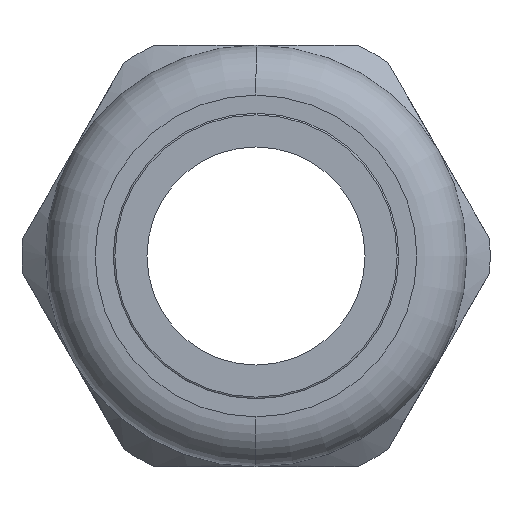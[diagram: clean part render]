
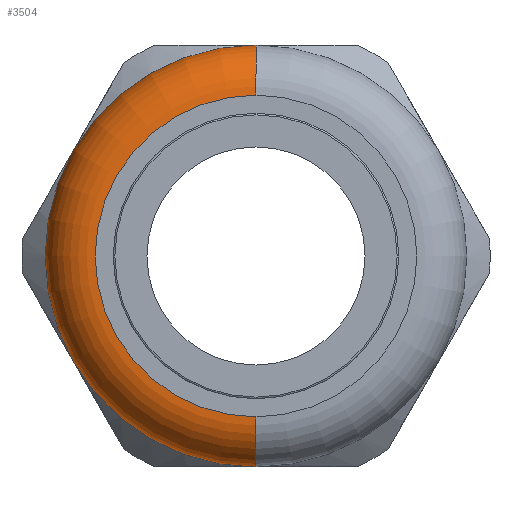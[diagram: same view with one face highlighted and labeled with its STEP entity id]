
A CAD part, left-side view. The second image highlights one B-rep face of the part: STEP entity #3504.
In plain terms, the highlighted toroidal (fillet/blend) face has major radius 22.86 mm and minor radius 7.112 mm.
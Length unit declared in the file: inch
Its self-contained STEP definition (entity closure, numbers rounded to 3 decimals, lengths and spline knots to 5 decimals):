
#102 = VERTEX_POINT ( 'NONE', #4154 ) ;
#103 = EDGE_CURVE ( 'NONE', #102, #3515, #4149, .T. ) ;
#1371 = CARTESIAN_POINT ( 'NONE',  ( -1.96, 0., 1.18 ) ) ;
#1379 = DIRECTION ( 'NONE',  ( 0., 0., 1. ) ) ;
#1380 = DIRECTION ( 'NONE',  ( -1., 0., 0. ) ) ;
#1381 = CARTESIAN_POINT ( 'NONE',  ( -1.96, 0., 0. ) ) ;
#1382 = AXIS2_PLACEMENT_3D ( 'NONE', #1381, #1380, #1379 ) ;
#1383 = TOROIDAL_SURFACE ( 'NONE', #1382, 0.9, 0.28 ) ;
#1384 = FACE_OUTER_BOUND ( 'NONE', #3663, .T. ) ;
#1519 = DIRECTION ( 'NONE',  ( 0., 0., -1. ) ) ;
#1520 = DIRECTION ( 'NONE',  ( 0., -1., 0. ) ) ;
#1521 = CARTESIAN_POINT ( 'NONE',  ( -1.96, 0., 0.9 ) ) ;
#1522 = AXIS2_PLACEMENT_3D ( 'NONE', #1521, #1520, #1519 ) ;
#1523 = CIRCLE ( 'NONE', #1522, 0.28 ) ;
#1525 = CARTESIAN_POINT ( 'NONE',  ( -2.24, 0., 0.9 ) ) ;
#1526 = DIRECTION ( 'NONE',  ( 0., 0., 1. ) ) ;
#1527 = DIRECTION ( 'NONE',  ( -1., 0., 0. ) ) ;
#1528 = CARTESIAN_POINT ( 'NONE',  ( -2.24, 0., 0. ) ) ;
#1529 = AXIS2_PLACEMENT_3D ( 'NONE', #1528, #1527, #1526 ) ;
#1530 = CIRCLE ( 'NONE', #1529, 0.9 ) ;
#1531 = CARTESIAN_POINT ( 'NONE',  ( -2.24, 0., -0.9 ) ) ;
#1532 = DIRECTION ( 'NONE',  ( 0., 0., 1. ) ) ;
#1533 = DIRECTION ( 'NONE',  ( 0., 1., 0. ) ) ;
#1534 = CARTESIAN_POINT ( 'NONE',  ( -1.96, 0., -0.9 ) ) ;
#1535 = AXIS2_PLACEMENT_3D ( 'NONE', #1534, #1533, #1532 ) ;
#1536 = CIRCLE ( 'NONE', #1535, 0.28 ) ;
#3503 = ORIENTED_EDGE ( 'NONE', *, *, #103, .F. ) ;
#3504 = ADVANCED_FACE ( 'NONE', ( #1384 ), #1383, .T. ) ;
#3506 = ORIENTED_EDGE ( 'NONE', *, *, #3593, .T. ) ;
#3515 = VERTEX_POINT ( 'NONE', #1371 ) ;
#3593 = EDGE_CURVE ( 'NONE', #102, #3594, #1536, .T. ) ;
#3594 = VERTEX_POINT ( 'NONE', #1531 ) ;
#3595 = ORIENTED_EDGE ( 'NONE', *, *, #3596, .F. ) ;
#3596 = EDGE_CURVE ( 'NONE', #3597, #3594, #1530, .T. ) ;
#3597 = VERTEX_POINT ( 'NONE', #1525 ) ;
#3598 = ORIENTED_EDGE ( 'NONE', *, *, #3599, .F. ) ;
#3599 = EDGE_CURVE ( 'NONE', #3515, #3597, #1523, .T. ) ;
#3663 = EDGE_LOOP ( 'NONE', ( #3503, #3506, #3595, #3598 ) ) ;
#4149 = CIRCLE ( 'NONE', #4216, 1.18 ) ;
#4154 = CARTESIAN_POINT ( 'NONE',  ( -1.96, 0., -1.18 ) ) ;
#4213 = DIRECTION ( 'NONE',  ( 0., 0., 1. ) ) ;
#4214 = DIRECTION ( 'NONE',  ( 1., 0., 0. ) ) ;
#4215 = CARTESIAN_POINT ( 'NONE',  ( -1.96, 0., 0. ) ) ;
#4216 = AXIS2_PLACEMENT_3D ( 'NONE', #4215, #4214, #4213 ) ;
